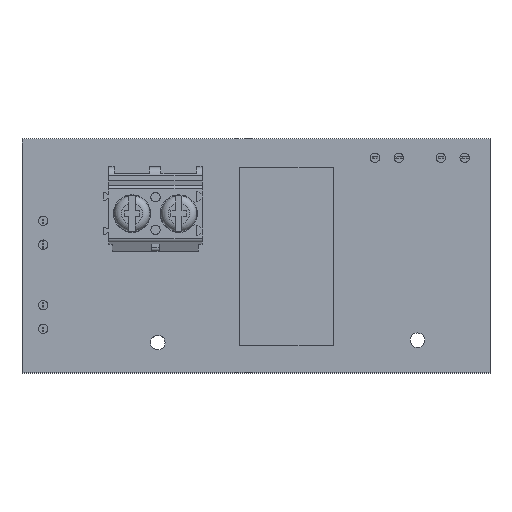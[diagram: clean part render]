
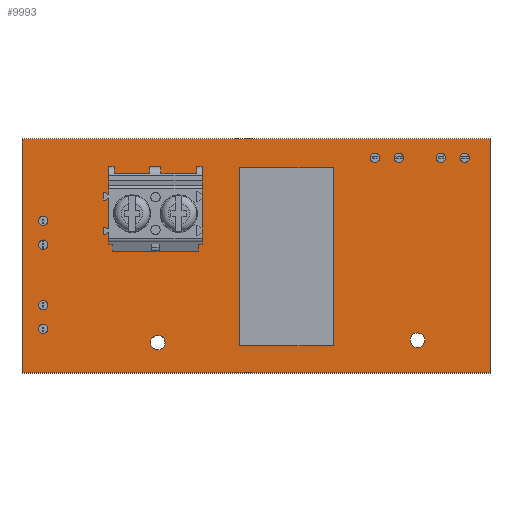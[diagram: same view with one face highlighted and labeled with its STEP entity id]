
A CAD part, top view. The second image highlights one B-rep face of the part: STEP entity #9993.
In plain terms, the highlighted planar face has unit normal (0, 0, 1).
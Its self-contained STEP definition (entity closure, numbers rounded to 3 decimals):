
#9705 = VERTEX_POINT('',#9706);
#9706 = CARTESIAN_POINT('',(154.25,-88.25,1.6));
#9712 = EDGE_CURVE('',#9705,#9713,#9715,.T.);
#9713 = VERTEX_POINT('',#9714);
#9714 = CARTESIAN_POINT('',(104.25,-88.25,1.6));
#9715 = LINE('',#9716,#9717);
#9716 = CARTESIAN_POINT('',(154.25,-88.25,1.6));
#9717 = VECTOR('',#9718,1.);
#9718 = DIRECTION('',(-1.,0.,0.));
#9745 = VERTEX_POINT('',#9746);
#9746 = CARTESIAN_POINT('',(154.25,-63.25,1.6));
#9752 = EDGE_CURVE('',#9745,#9705,#9753,.T.);
#9753 = LINE('',#9754,#9755);
#9754 = CARTESIAN_POINT('',(154.25,-63.25,1.6));
#9755 = VECTOR('',#9756,1.);
#9756 = DIRECTION('',(0.,-1.,0.));
#9774 = EDGE_CURVE('',#9713,#9775,#9777,.T.);
#9775 = VERTEX_POINT('',#9776);
#9776 = CARTESIAN_POINT('',(104.25,-63.25,1.6));
#9777 = LINE('',#9778,#9779);
#9778 = CARTESIAN_POINT('',(104.25,-88.25,1.6));
#9779 = VECTOR('',#9780,1.);
#9780 = DIRECTION('',(0.,1.,0.));
#9993 = ADVANCED_FACE('',(#9994,#10005,#10016,#10027,#10038,#10049,
    #10060,#10071,#10082,#10093,#10104,#10115,#10126,#10137,#10148,
    #10159,#10170),#10181,.T.);
#9994 = FACE_BOUND('',#9995,.T.);
#9995 = EDGE_LOOP('',(#9996,#9997,#9998,#10004));
#9996 = ORIENTED_EDGE('',*,*,#9712,.F.);
#9997 = ORIENTED_EDGE('',*,*,#9752,.F.);
#9998 = ORIENTED_EDGE('',*,*,#9999,.F.);
#9999 = EDGE_CURVE('',#9775,#9745,#10000,.T.);
#10000 = LINE('',#10001,#10002);
#10001 = CARTESIAN_POINT('',(104.25,-63.25,1.6));
#10002 = VECTOR('',#10003,1.);
#10003 = DIRECTION('',(1.,0.,0.));
#10004 = ORIENTED_EDGE('',*,*,#9774,.F.);
#10005 = FACE_BOUND('',#10006,.T.);
#10006 = EDGE_LOOP('',(#10007));
#10007 = ORIENTED_EDGE('',*,*,#10008,.T.);
#10008 = EDGE_CURVE('',#10009,#10009,#10011,.T.);
#10009 = VERTEX_POINT('',#10010);
#10010 = CARTESIAN_POINT('',(106.5,-84.04,1.6));
#10011 = CIRCLE('',#10012,0.5);
#10012 = AXIS2_PLACEMENT_3D('',#10013,#10014,#10015);
#10013 = CARTESIAN_POINT('',(106.5,-83.54,1.6));
#10014 = DIRECTION('',(-0.,0.,-1.));
#10015 = DIRECTION('',(-0.,-1.,0.));
#10016 = FACE_BOUND('',#10017,.T.);
#10017 = EDGE_LOOP('',(#10018));
#10018 = ORIENTED_EDGE('',*,*,#10019,.T.);
#10019 = EDGE_CURVE('',#10020,#10020,#10022,.T.);
#10020 = VERTEX_POINT('',#10021);
#10021 = CARTESIAN_POINT('',(106.5,-81.5,1.6));
#10022 = CIRCLE('',#10023,0.5);
#10023 = AXIS2_PLACEMENT_3D('',#10024,#10025,#10026);
#10024 = CARTESIAN_POINT('',(106.5,-81.,1.6));
#10025 = DIRECTION('',(-0.,0.,-1.));
#10026 = DIRECTION('',(-0.,-1.,0.));
#10027 = FACE_BOUND('',#10028,.T.);
#10028 = EDGE_LOOP('',(#10029));
#10029 = ORIENTED_EDGE('',*,*,#10030,.T.);
#10030 = EDGE_CURVE('',#10031,#10031,#10033,.T.);
#10031 = VERTEX_POINT('',#10032);
#10032 = CARTESIAN_POINT('',(118.75,-85.78,1.6));
#10033 = CIRCLE('',#10034,0.78);
#10034 = AXIS2_PLACEMENT_3D('',#10035,#10036,#10037);
#10035 = CARTESIAN_POINT('',(118.75,-85.,1.6));
#10036 = DIRECTION('',(-0.,0.,-1.));
#10037 = DIRECTION('',(-0.,-1.,0.));
#10038 = FACE_BOUND('',#10039,.T.);
#10039 = EDGE_LOOP('',(#10040));
#10040 = ORIENTED_EDGE('',*,*,#10041,.T.);
#10041 = EDGE_CURVE('',#10042,#10042,#10044,.T.);
#10042 = VERTEX_POINT('',#10043);
#10043 = CARTESIAN_POINT('',(128.9,-84.5,1.6));
#10044 = CIRCLE('',#10045,0.5);
#10045 = AXIS2_PLACEMENT_3D('',#10046,#10047,#10048);
#10046 = CARTESIAN_POINT('',(128.9,-84.,1.6));
#10047 = DIRECTION('',(-0.,0.,-1.));
#10048 = DIRECTION('',(-0.,-1.,0.));
#10049 = FACE_BOUND('',#10050,.T.);
#10050 = EDGE_LOOP('',(#10051));
#10051 = ORIENTED_EDGE('',*,*,#10052,.T.);
#10052 = EDGE_CURVE('',#10053,#10053,#10055,.T.);
#10053 = VERTEX_POINT('',#10054);
#10054 = CARTESIAN_POINT('',(136.1,-84.5,1.6));
#10055 = CIRCLE('',#10056,0.5);
#10056 = AXIS2_PLACEMENT_3D('',#10057,#10058,#10059);
#10057 = CARTESIAN_POINT('',(136.1,-84.,1.6));
#10058 = DIRECTION('',(-0.,0.,-1.));
#10059 = DIRECTION('',(-0.,-1.,0.));
#10060 = FACE_BOUND('',#10061,.T.);
#10061 = EDGE_LOOP('',(#10062));
#10062 = ORIENTED_EDGE('',*,*,#10063,.T.);
#10063 = EDGE_CURVE('',#10064,#10064,#10066,.T.);
#10064 = VERTEX_POINT('',#10065);
#10065 = CARTESIAN_POINT('',(146.5,-85.53,1.6));
#10066 = CIRCLE('',#10067,0.78);
#10067 = AXIS2_PLACEMENT_3D('',#10068,#10069,#10070);
#10068 = CARTESIAN_POINT('',(146.5,-84.75,1.6));
#10069 = DIRECTION('',(-0.,0.,-1.));
#10070 = DIRECTION('',(-0.,-1.,0.));
#10071 = FACE_BOUND('',#10072,.T.);
#10072 = EDGE_LOOP('',(#10073));
#10073 = ORIENTED_EDGE('',*,*,#10074,.T.);
#10074 = EDGE_CURVE('',#10075,#10075,#10077,.T.);
#10075 = VERTEX_POINT('',#10076);
#10076 = CARTESIAN_POINT('',(106.5,-75.04,1.6));
#10077 = CIRCLE('',#10078,0.5);
#10078 = AXIS2_PLACEMENT_3D('',#10079,#10080,#10081);
#10079 = CARTESIAN_POINT('',(106.5,-74.54,1.6));
#10080 = DIRECTION('',(-0.,0.,-1.));
#10081 = DIRECTION('',(-0.,-1.,0.));
#10082 = FACE_BOUND('',#10083,.T.);
#10083 = EDGE_LOOP('',(#10084));
#10084 = ORIENTED_EDGE('',*,*,#10085,.T.);
#10085 = EDGE_CURVE('',#10086,#10086,#10088,.T.);
#10086 = VERTEX_POINT('',#10087);
#10087 = CARTESIAN_POINT('',(106.5,-72.5,1.6));
#10088 = CIRCLE('',#10089,0.5);
#10089 = AXIS2_PLACEMENT_3D('',#10090,#10091,#10092);
#10090 = CARTESIAN_POINT('',(106.5,-72.,1.6));
#10091 = DIRECTION('',(-0.,0.,-1.));
#10092 = DIRECTION('',(-0.,-1.,0.));
#10093 = FACE_BOUND('',#10094,.T.);
#10094 = EDGE_LOOP('',(#10095));
#10095 = ORIENTED_EDGE('',*,*,#10096,.T.);
#10096 = EDGE_CURVE('',#10097,#10097,#10099,.T.);
#10097 = VERTEX_POINT('',#10098);
#10098 = CARTESIAN_POINT('',(116.,-71.9,1.6));
#10099 = CIRCLE('',#10100,0.65);
#10100 = AXIS2_PLACEMENT_3D('',#10101,#10102,#10103);
#10101 = CARTESIAN_POINT('',(116.,-71.25,1.6));
#10102 = DIRECTION('',(-0.,0.,-1.));
#10103 = DIRECTION('',(-0.,-1.,0.));
#10104 = FACE_BOUND('',#10105,.T.);
#10105 = EDGE_LOOP('',(#10106));
#10106 = ORIENTED_EDGE('',*,*,#10107,.T.);
#10107 = EDGE_CURVE('',#10108,#10108,#10110,.T.);
#10108 = VERTEX_POINT('',#10109);
#10109 = CARTESIAN_POINT('',(121.,-71.9,1.6));
#10110 = CIRCLE('',#10111,0.65);
#10111 = AXIS2_PLACEMENT_3D('',#10112,#10113,#10114);
#10112 = CARTESIAN_POINT('',(121.,-71.25,1.6));
#10113 = DIRECTION('',(-0.,0.,-1.));
#10114 = DIRECTION('',(-0.,-1.,0.));
#10115 = FACE_BOUND('',#10116,.T.);
#10116 = EDGE_LOOP('',(#10117));
#10117 = ORIENTED_EDGE('',*,*,#10118,.T.);
#10118 = EDGE_CURVE('',#10119,#10119,#10121,.T.);
#10119 = VERTEX_POINT('',#10120);
#10120 = CARTESIAN_POINT('',(128.9,-68.2,1.6));
#10121 = CIRCLE('',#10122,0.5);
#10122 = AXIS2_PLACEMENT_3D('',#10123,#10124,#10125);
#10123 = CARTESIAN_POINT('',(128.9,-67.7,1.6));
#10124 = DIRECTION('',(-0.,0.,-1.));
#10125 = DIRECTION('',(-0.,-1.,0.));
#10126 = FACE_BOUND('',#10127,.T.);
#10127 = EDGE_LOOP('',(#10128));
#10128 = ORIENTED_EDGE('',*,*,#10129,.T.);
#10129 = EDGE_CURVE('',#10130,#10130,#10132,.T.);
#10130 = VERTEX_POINT('',#10131);
#10131 = CARTESIAN_POINT('',(136.1,-68.2,1.6));
#10132 = CIRCLE('',#10133,0.5);
#10133 = AXIS2_PLACEMENT_3D('',#10134,#10135,#10136);
#10134 = CARTESIAN_POINT('',(136.1,-67.7,1.6));
#10135 = DIRECTION('',(-0.,0.,-1.));
#10136 = DIRECTION('',(-0.,-1.,0.));
#10137 = FACE_BOUND('',#10138,.T.);
#10138 = EDGE_LOOP('',(#10139));
#10139 = ORIENTED_EDGE('',*,*,#10140,.T.);
#10140 = EDGE_CURVE('',#10141,#10141,#10143,.T.);
#10141 = VERTEX_POINT('',#10142);
#10142 = CARTESIAN_POINT('',(141.96,-65.75,1.6));
#10143 = CIRCLE('',#10144,0.5);
#10144 = AXIS2_PLACEMENT_3D('',#10145,#10146,#10147);
#10145 = CARTESIAN_POINT('',(141.96,-65.25,1.6));
#10146 = DIRECTION('',(-0.,0.,-1.));
#10147 = DIRECTION('',(-0.,-1.,0.));
#10148 = FACE_BOUND('',#10149,.T.);
#10149 = EDGE_LOOP('',(#10150));
#10150 = ORIENTED_EDGE('',*,*,#10151,.T.);
#10151 = EDGE_CURVE('',#10152,#10152,#10154,.T.);
#10152 = VERTEX_POINT('',#10153);
#10153 = CARTESIAN_POINT('',(144.5,-65.75,1.6));
#10154 = CIRCLE('',#10155,0.5);
#10155 = AXIS2_PLACEMENT_3D('',#10156,#10157,#10158);
#10156 = CARTESIAN_POINT('',(144.5,-65.25,1.6));
#10157 = DIRECTION('',(-0.,0.,-1.));
#10158 = DIRECTION('',(-0.,-1.,0.));
#10159 = FACE_BOUND('',#10160,.T.);
#10160 = EDGE_LOOP('',(#10161));
#10161 = ORIENTED_EDGE('',*,*,#10162,.T.);
#10162 = EDGE_CURVE('',#10163,#10163,#10165,.T.);
#10163 = VERTEX_POINT('',#10164);
#10164 = CARTESIAN_POINT('',(149.,-65.75,1.6));
#10165 = CIRCLE('',#10166,0.5);
#10166 = AXIS2_PLACEMENT_3D('',#10167,#10168,#10169);
#10167 = CARTESIAN_POINT('',(149.,-65.25,1.6));
#10168 = DIRECTION('',(-0.,0.,-1.));
#10169 = DIRECTION('',(-0.,-1.,0.));
#10170 = FACE_BOUND('',#10171,.T.);
#10171 = EDGE_LOOP('',(#10172));
#10172 = ORIENTED_EDGE('',*,*,#10173,.T.);
#10173 = EDGE_CURVE('',#10174,#10174,#10176,.T.);
#10174 = VERTEX_POINT('',#10175);
#10175 = CARTESIAN_POINT('',(151.54,-65.75,1.6));
#10176 = CIRCLE('',#10177,0.5);
#10177 = AXIS2_PLACEMENT_3D('',#10178,#10179,#10180);
#10178 = CARTESIAN_POINT('',(151.54,-65.25,1.6));
#10179 = DIRECTION('',(-0.,0.,-1.));
#10180 = DIRECTION('',(-0.,-1.,0.));
#10181 = PLANE('',#10182);
#10182 = AXIS2_PLACEMENT_3D('',#10183,#10184,#10185);
#10183 = CARTESIAN_POINT('',(0.,0.,1.6));
#10184 = DIRECTION('',(0.,0.,1.));
#10185 = DIRECTION('',(1.,0.,-0.));
